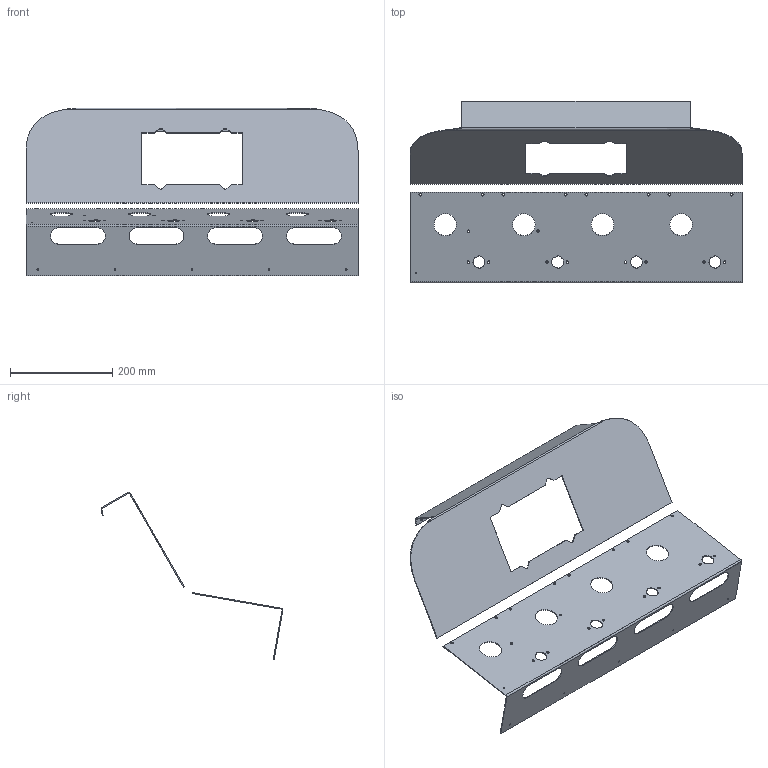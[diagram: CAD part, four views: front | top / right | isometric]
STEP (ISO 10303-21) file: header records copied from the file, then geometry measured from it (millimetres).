
FILE_DESCRIPTION(/* description */ (''),/* implementation_level */ '2;1');
FILE_NAME(/* name */ 'Tetra-Front_cover_panels.step',/* time_stamp */ '2020-08-31T13:42:29-04:00',/* author */ (''),/* organization */ (''),/* preprocessor_version */ 'ST-DEVELOPER v18.1',/* originating_system */ 'Autodesk Translation Framework v9.3.0.1241',/* authorisation */ '');
FILE_SCHEMA (('AUTOMOTIVE_DESIGN { 1 0 10303 214 3 1 1 }'));
Length unit declared in the file: millimetre
Products named in the file (1): Front
Bounding box: 650 x 355.72 x 327.36 mm (x, y, z)
Volume: 488988 mm3; surface area: 621812.5 mm2
Topology: 2 solids, 2 shells, 135 faces, 371 edges, 240 vertices
Faces by surface type: cylinder 70, plane 62, bspline 3
Full cylindrical faces by diameter (mm): 3.175 x5, 4.8 x18, 5.1 x5, 44 x4
Entity records: 4772 total; most frequent: CARTESIAN_POINT 1046, DIRECTION 765, ORIENTED_EDGE 742, EDGE_CURVE 371, AXIS2_PLACEMENT_3D 271, VERTEX_POINT 240, LINE 223, VECTOR 223
